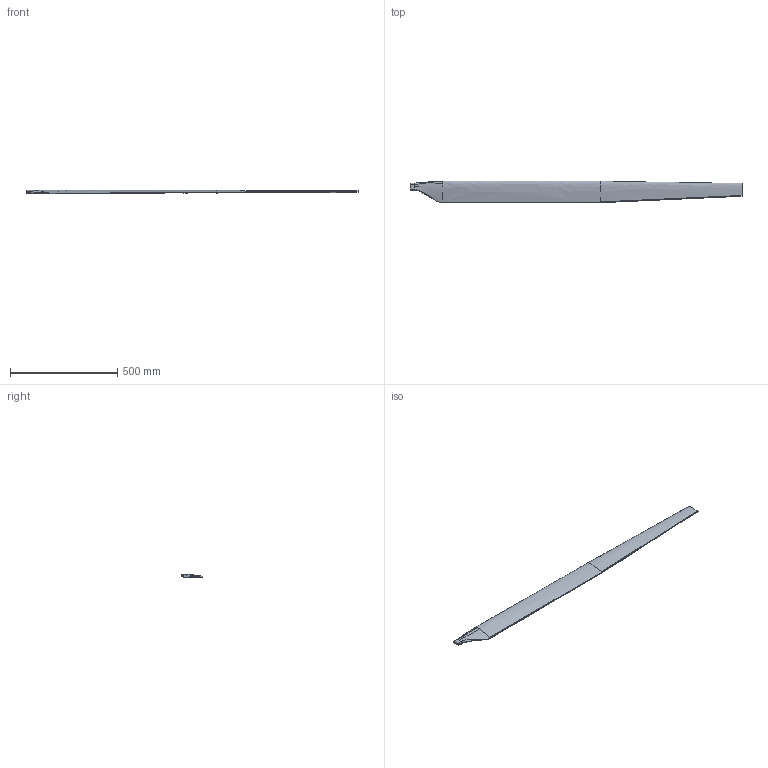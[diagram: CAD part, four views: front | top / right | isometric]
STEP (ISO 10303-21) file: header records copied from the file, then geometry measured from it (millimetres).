
FILE_DESCRIPTION(('CATIA V5 STEP'),'2;1');
FILE_NAME('AREA_Blatt_L_SS.stp','2017-01-13T13:06:18+00:00',('none'),('none'),'CATIA Version 5 Release 21 SP 3 (IN-10)','CATIA V5 STEP AP203','none');
FILE_SCHEMA(('CONFIG_CONTROL_DESIGN'));
Length unit declared in the file: millimetre
Products named in the file (1): SSusse2
Bounding box: 1551 x 99.96 x 16.44 mm (x, y, z)
Surface area: 280343.4 mm2 (no closed solid volume)
Topology: 0 solids, 1 shells, 52 faces, 134 edges, 83 vertices
Faces by surface type: bspline 36, plane 8, cylinder 8
Entity records: 24134 total; most frequent: CARTESIAN_POINT 23160, ORIENTED_EDGE 252, EDGE_CURVE 134, B_SPLINE_CURVE_WITH_KNOTS 95, VERTEX_POINT 83, DIRECTION 65, ADVANCED_FACE 52, EDGE_LOOP 52
